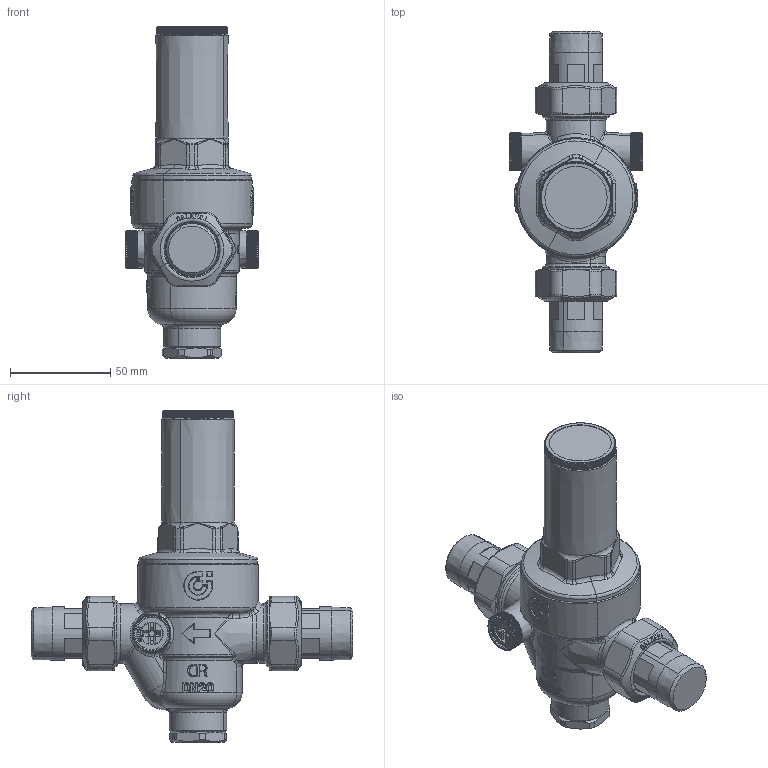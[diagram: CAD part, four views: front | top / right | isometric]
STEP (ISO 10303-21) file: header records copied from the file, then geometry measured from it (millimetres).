
FILE_DESCRIPTION(('CATIA V5 STEP Exchange'),'2;1');
FILE_NAME('STEP_536050_-_TST.stp','2017-02-28T10:11:40+00:00',('none'),('none'),'CATIA Version 5-6 Release 2014 SP5','CATIA V5 STEP AP203','none');
FILE_SCHEMA(('CONFIG_CONTROL_DESIGN'));
Length unit declared in the file: millimetre
Products named in the file (1): 536050 - TST
Bounding box: 66 x 160 x 165.3 mm (x, y, z)
Volume: 343119.7 mm3; surface area: 46064.4 mm2
Topology: 1 solids, 11 shells, 3042 faces, 8410 edges, 5378 vertices
Faces by surface type: plane 1703, cylinder 669, bspline 385, cone 120, torus 81, sphere 60, revolution 24
Entity records: 114629 total; most frequent: CARTESIAN_POINT 47862, ORIENTED_EDGE 16684, DIRECTION 9121, EDGE_CURVE 8342, VERTEX_POINT 5378, AXIS2_PLACEMENT_3D 3662, VECTOR 3582, LINE 3582
